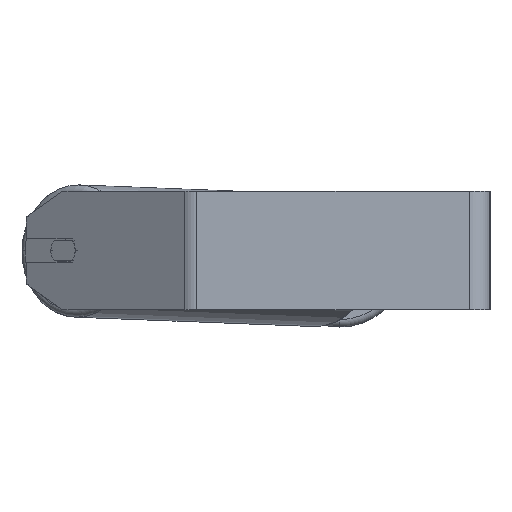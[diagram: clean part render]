
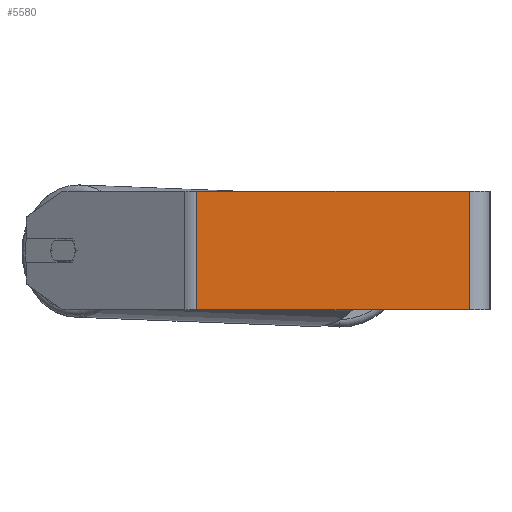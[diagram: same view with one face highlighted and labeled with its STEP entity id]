
A CAD part, left-side view. The second image highlights one B-rep face of the part: STEP entity #5580.
In plain terms, the highlighted planar face has unit normal (-1, 0, 0).
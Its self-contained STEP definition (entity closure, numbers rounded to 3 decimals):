
#340 = CARTESIAN_POINT ( 'NONE',  ( -490., 14., -40. ) ) ;
#1004 = FACE_OUTER_BOUND ( 'NONE', #5841, .T. ) ;
#1619 = EDGE_CURVE ( 'NONE', #7123, #8086, #7176, .T. ) ;
#1637 = PLANE ( 'NONE',  #6695 ) ;
#1728 = EDGE_CURVE ( 'NONE', #3474, #4272, #3668, .T. ) ;
#1889 = VECTOR ( 'NONE', #5940, 1000. ) ;
#2211 = DIRECTION ( 'NONE',  ( 0., 0., -1. ) ) ;
#2267 = CARTESIAN_POINT ( 'NONE',  ( -490., 201.555, -40. ) ) ;
#2402 = ORIENTED_EDGE ( 'NONE', *, *, #4994, .F. ) ;
#2983 = LINE ( 'NONE', #2267, #3555 ) ;
#3011 = CARTESIAN_POINT ( 'NONE',  ( -490., 197.141, 40. ) ) ;
#3236 = CARTESIAN_POINT ( 'NONE',  ( -490., 201.555, 40. ) ) ;
#3474 = VERTEX_POINT ( 'NONE', #5172 ) ;
#3555 = VECTOR ( 'NONE', #4274, 1000. ) ;
#3574 = CARTESIAN_POINT ( 'NONE',  ( -490., 197.141, -40. ) ) ;
#3668 = LINE ( 'NONE', #3011, #7791 ) ;
#3789 = EDGE_CURVE ( 'NONE', #4272, #8086, #2983, .T. ) ;
#4204 = CARTESIAN_POINT ( 'NONE',  ( -490., 14., 40. ) ) ;
#4272 = VERTEX_POINT ( 'NONE', #3574 ) ;
#4274 = DIRECTION ( 'NONE',  ( 0., -1., 0. ) ) ;
#4962 = VECTOR ( 'NONE', #7921, 1000. ) ;
#4994 = EDGE_CURVE ( 'NONE', #3474, #7123, #6604, .T. ) ;
#5172 = CARTESIAN_POINT ( 'NONE',  ( -490., 197.141, 40. ) ) ;
#5580 = ADVANCED_FACE ( 'NONE', ( #1004 ), #1637, .F. ) ;
#5708 = DIRECTION ( 'NONE',  ( 0., 0., -1. ) ) ;
#5841 = EDGE_LOOP ( 'NONE', ( #7505, #7727, #2402, #8576 ) ) ;
#5940 = DIRECTION ( 'NONE',  ( 0., -1., 0. ) ) ;
#6285 = CARTESIAN_POINT ( 'NONE',  ( -490., 201.555, 40. ) ) ;
#6555 = CARTESIAN_POINT ( 'NONE',  ( -490., 14., 40. ) ) ;
#6604 = LINE ( 'NONE', #3236, #1889 ) ;
#6695 = AXIS2_PLACEMENT_3D ( 'NONE', #6285, #7609, #2211 ) ;
#7123 = VERTEX_POINT ( 'NONE', #4204 ) ;
#7176 = LINE ( 'NONE', #6555, #4962 ) ;
#7505 = ORIENTED_EDGE ( 'NONE', *, *, #3789, .T. ) ;
#7609 = DIRECTION ( 'NONE',  ( 1., 0., 0. ) ) ;
#7727 = ORIENTED_EDGE ( 'NONE', *, *, #1619, .F. ) ;
#7791 = VECTOR ( 'NONE', #5708, 1000. ) ;
#7921 = DIRECTION ( 'NONE',  ( 0., 0., -1. ) ) ;
#8086 = VERTEX_POINT ( 'NONE', #340 ) ;
#8576 = ORIENTED_EDGE ( 'NONE', *, *, #1728, .T. ) ;
